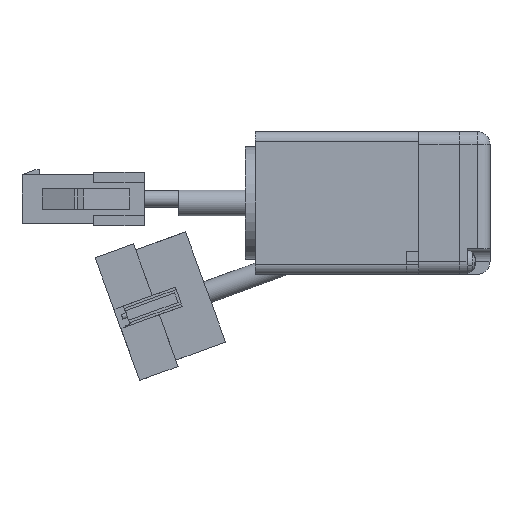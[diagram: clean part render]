
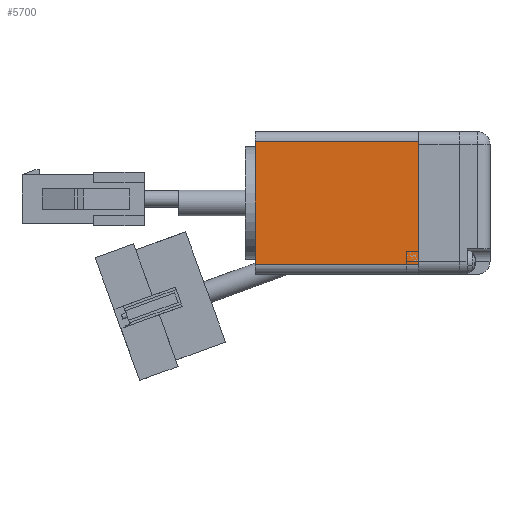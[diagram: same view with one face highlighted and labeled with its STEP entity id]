
A CAD part, front view. The second image highlights one B-rep face of the part: STEP entity #5700.
In plain terms, the highlighted planar face has unit normal (0, -1, 0).
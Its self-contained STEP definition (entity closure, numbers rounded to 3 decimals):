
#2047 = VERTEX_POINT ( 'NONE', #13087 ) ;
#2049 = VERTEX_POINT ( 'NONE', #13094 ) ;
#2096 = VERTEX_POINT ( 'NONE', #13122 ) ;
#2171 = VERTEX_POINT ( 'NONE', #13163 ) ;
#4631 = CARTESIAN_POINT ( 'NONE',  ( -14., -14., 32. ) ) ;
#4635 = PLANE ( 'NONE',  #7694 ) ;
#4637 = DIRECTION ( 'NONE',  ( 0., 1., 0. ) ) ;
#4638 = DIRECTION ( 'NONE',  ( 0., 0., 1. ) ) ;
#4976 = FACE_OUTER_BOUND ( 'NONE', #9678, .T. ) ;
#5700 = ADVANCED_FACE ( 'NONE', ( #4976 ), #4635, .F. ) ;
#7694 = AXIS2_PLACEMENT_3D ( 'NONE', #4631, #4637, #4638 ) ;
#8274 = VECTOR ( 'NONE', #13909, 1000. ) ;
#8276 = VECTOR ( 'NONE', #13906, 1000. ) ;
#8277 = LINE ( 'NONE', #13907, #8274 ) ;
#8279 = LINE ( 'NONE', #13905, #8276 ) ;
#8314 = VECTOR ( 'NONE', #13777, 1000. ) ;
#8318 = LINE ( 'NONE', #13785, #8314 ) ;
#8463 = EDGE_CURVE ( 'NONE', #2096, #2171, #8318, .T. ) ;
#8487 = EDGE_CURVE ( 'NONE', #2049, #2171, #8279, .T. ) ;
#8488 = EDGE_CURVE ( 'NONE', #2049, #2047, #8277, .T. ) ;
#8535 = EDGE_CURVE ( 'NONE', #2047, #2096, #10794, .T. ) ;
#9678 = EDGE_LOOP ( 'NONE', ( #10192, #10191, #10190, #10189 ) ) ;
#10189 = ORIENTED_EDGE ( 'NONE', *, *, #8463, .T. ) ;
#10190 = ORIENTED_EDGE ( 'NONE', *, *, #8535, .T. ) ;
#10191 = ORIENTED_EDGE ( 'NONE', *, *, #8488, .T. ) ;
#10192 = ORIENTED_EDGE ( 'NONE', *, *, #8487, .F. ) ;
#10791 = VECTOR ( 'NONE', #12065, 1000. ) ;
#10794 = LINE ( 'NONE', #12064, #10791 ) ;
#12064 = CARTESIAN_POINT ( 'NONE',  ( -14., -14., 0. ) ) ;
#12065 = DIRECTION ( 'NONE',  ( 1., 0., 0. ) ) ;
#13087 = CARTESIAN_POINT ( 'NONE',  ( -12., -14., 0. ) ) ;
#13094 = CARTESIAN_POINT ( 'NONE',  ( -12., -14., 32. ) ) ;
#13122 = CARTESIAN_POINT ( 'NONE',  ( 12., -14., 0. ) ) ;
#13163 = CARTESIAN_POINT ( 'NONE',  ( 12., -14., 32. ) ) ;
#13777 = DIRECTION ( 'NONE',  ( 0., 0., 1. ) ) ;
#13785 = CARTESIAN_POINT ( 'NONE',  ( 12., -14., 32. ) ) ;
#13905 = CARTESIAN_POINT ( 'NONE',  ( -14., -14., 32. ) ) ;
#13906 = DIRECTION ( 'NONE',  ( 1., 0., 0. ) ) ;
#13907 = CARTESIAN_POINT ( 'NONE',  ( -12., -14., 32. ) ) ;
#13909 = DIRECTION ( 'NONE',  ( 0., 0., -1. ) ) ;
